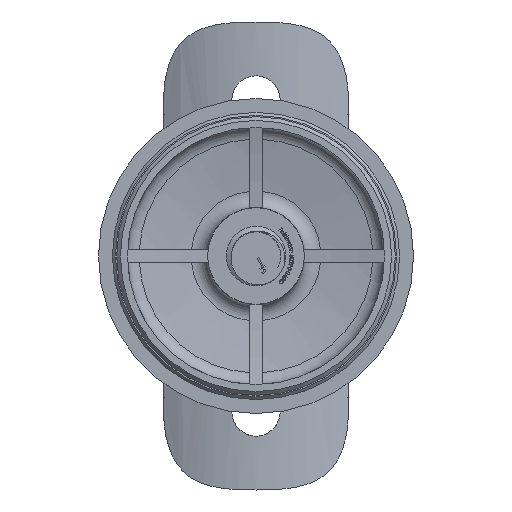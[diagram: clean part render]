
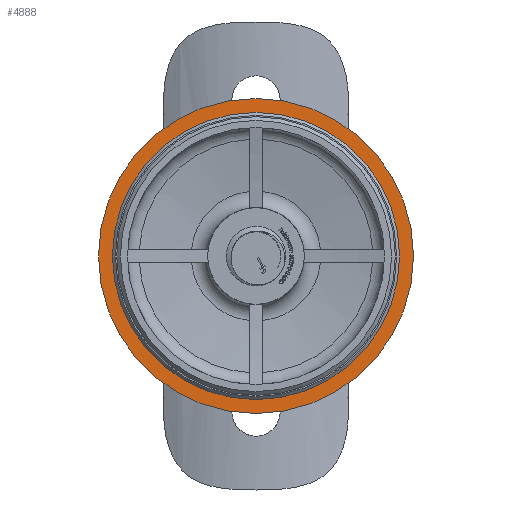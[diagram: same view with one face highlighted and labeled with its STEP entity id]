
A CAD part, front view. The second image highlights one B-rep face of the part: STEP entity #4888.
In plain terms, the highlighted planar face has unit normal (0, -1, 0).
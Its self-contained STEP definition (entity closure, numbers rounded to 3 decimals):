
#2121 = EDGE_LOOP ( 'NONE', ( #18060 ) ) ;
#3318 = CARTESIAN_POINT ( 'NONE',  ( 21.2, 13.5, 0. ) ) ;
#3628 = VERTEX_POINT ( 'NONE', #21518 ) ;
#4888 = ADVANCED_FACE ( 'NONE', ( #13574, #20468 ), #14392, .T. ) ;
#5119 = EDGE_LOOP ( 'NONE', ( #14836 ) ) ;
#6566 = CARTESIAN_POINT ( 'NONE',  ( 0., 13.5, -18.75 ) ) ;
#11046 = DIRECTION ( 'NONE',  ( 0., -1., 0. ) ) ;
#12347 = EDGE_CURVE ( 'NONE', #13446, #13446, #18936, .T. ) ;
#13210 = CARTESIAN_POINT ( 'NONE',  ( 0., 13.5, 0. ) ) ;
#13446 = VERTEX_POINT ( 'NONE', #6566 ) ;
#13574 = FACE_OUTER_BOUND ( 'NONE', #2121, .T. ) ;
#13934 = DIRECTION ( 'NONE',  ( 0., 0., -1. ) ) ;
#14392 = PLANE ( 'NONE',  #15673 ) ;
#14836 = ORIENTED_EDGE ( 'NONE', *, *, #12347, .F. ) ;
#15150 = DIRECTION ( 'NONE',  ( 0., 0., -1. ) ) ;
#15560 = CIRCLE ( 'NONE', #18516, 21.2 ) ;
#15673 = AXIS2_PLACEMENT_3D ( 'NONE', #3318, #11046, #22096 ) ;
#17472 = CARTESIAN_POINT ( 'NONE',  ( 0., 13.5, 0. ) ) ;
#17713 = AXIS2_PLACEMENT_3D ( 'NONE', #13210, #20450, #15150 ) ;
#18060 = ORIENTED_EDGE ( 'NONE', *, *, #18890, .T. ) ;
#18516 = AXIS2_PLACEMENT_3D ( 'NONE', #17472, #19556, #13934 ) ;
#18890 = EDGE_CURVE ( 'NONE', #3628, #3628, #15560, .T. ) ;
#18936 = CIRCLE ( 'NONE', #17713, 18.75 ) ;
#19556 = DIRECTION ( 'NONE',  ( 0., -1., 0. ) ) ;
#20450 = DIRECTION ( 'NONE',  ( 0., -1., 0. ) ) ;
#20468 = FACE_BOUND ( 'NONE', #5119, .T. ) ;
#21518 = CARTESIAN_POINT ( 'NONE',  ( 0., 13.5, -21.2 ) ) ;
#22096 = DIRECTION ( 'NONE',  ( 0., 0., -1. ) ) ;
